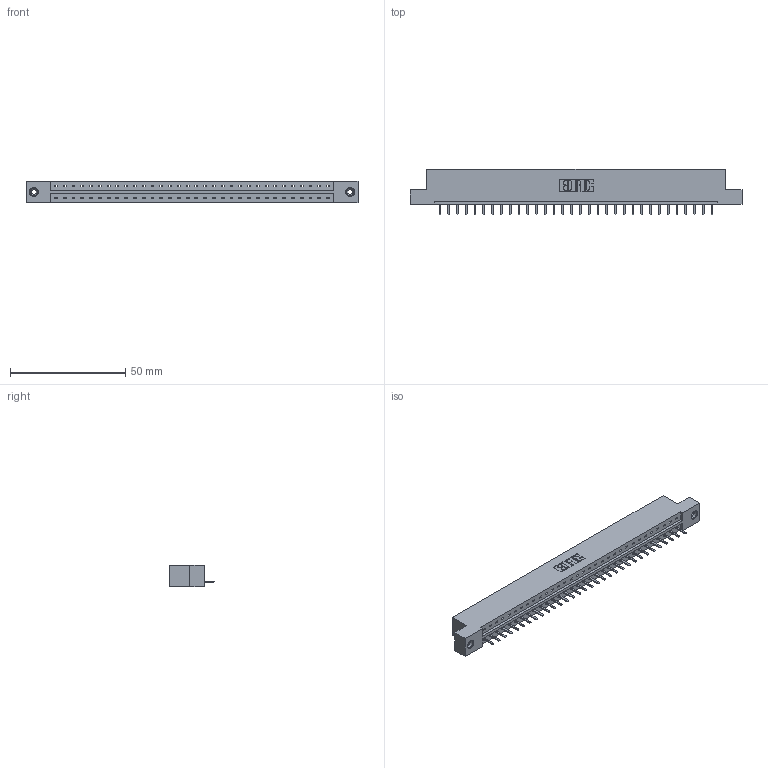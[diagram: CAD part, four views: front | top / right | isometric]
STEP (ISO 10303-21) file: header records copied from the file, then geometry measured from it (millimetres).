
FILE_DESCRIPTION (( 'STEP AP203' ), '1' );
FILE_NAME ('379-032-520-108.STEP', '2020-02-26T16:03:04', ( '' ), ( '' ), 'SwSTEP 2.0', 'SolidWorks 2016', '' );
FILE_SCHEMA (( 'CONFIG_CONTROL_DESIGN' ));
Length unit declared in the file: inch
Products named in the file (4): 379 Part_Flush - .156 Dia - TI; 345-292-001_345-293-120; 345-250-001_345-250-003-102; 379-032-520-108
Assembly tree (35 placements, depth 2):
  379-032-520-108
    379 Part_Flush - .156 Dia - TI
    345-292-001_345-293-120  x32
    345-250-001_345-250-003-102  x2
Bounding box: 144.15 x 19.68 x 9.53 mm (x, y, z)
Volume: 14926.1 mm3; surface area: 14920.2 mm2
Topology: 35 solids, 35 shells, 2158 faces, 6335 edges, 4130 vertices
Faces by surface type: plane 1510, cylinder 632, cone 12, torus 4
Entity records: 22156 total; most frequent: CARTESIAN_POINT 3817, ORIENTED_EDGE 3766, DIRECTION 3261, EDGE_CURVE 1883, LINE 1731, VECTOR 1731, VERTEX_POINT 1248, AXIS2_PLACEMENT_3D 765
